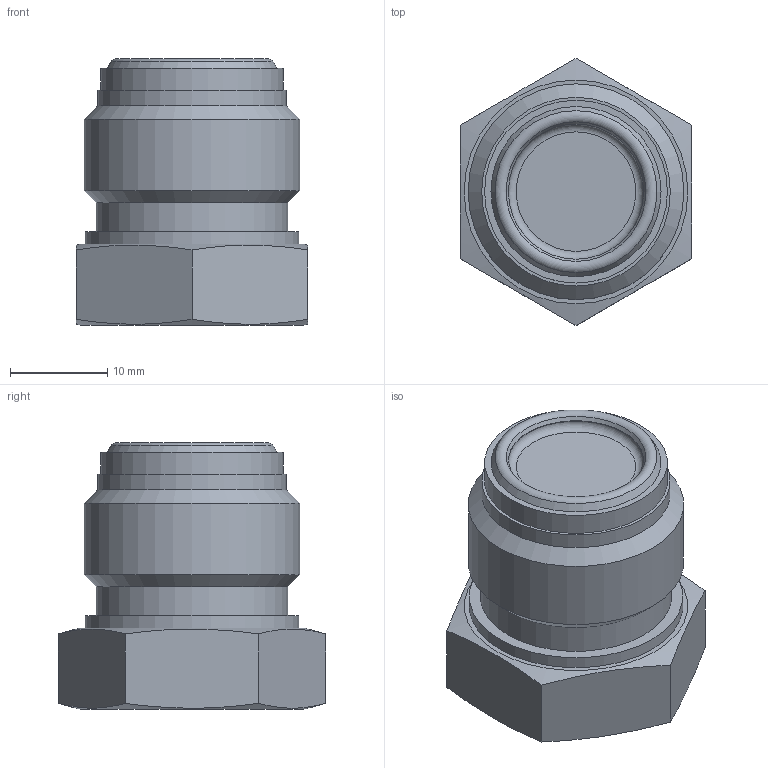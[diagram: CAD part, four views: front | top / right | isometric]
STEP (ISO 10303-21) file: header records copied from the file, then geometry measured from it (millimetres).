
FILE_DESCRIPTION(/* description */ (''),/* implementation_level */ '2;1');
FILE_NAME(/* name */ 'SM8PG.stp',/* time_stamp */ '2025-03-10T14:19:28+09:00',/* author */ ('user'),/* organization */ (''),/* preprocessor_version */ 'ST-DEVELOPER v20',/* originating_system */ 'Autodesk Inventor 2022',/* authorisation */ '');
FILE_SCHEMA (('AUTOMOTIVE_DESIGN { 1 0 10303 214 3 1 1 }'));
Length unit declared in the file: millimetre
Products named in the file (1): SM8PG
Bounding box: 23.8 x 27.48 x 27.4 mm (x, y, z)
Volume: 10280.2 mm3; surface area: 2938.4 mm2
Topology: 1 solids, 1 shells, 26 faces, 57 edges, 37 vertices
Faces by surface type: plane 12, cone 6, cylinder 6, torus 2
Full cylindrical faces by diameter (mm): 13.9 x1, 18.8 x1, 19.4 x1, 19.7 x1, 22 x1, 22.18 x1
Entity records: 755 total; most frequent: CARTESIAN_POINT 145, DIRECTION 126, ORIENTED_EDGE 114, EDGE_CURVE 57, AXIS2_PLACEMENT_3D 54, VERTEX_POINT 37, EDGE_LOOP 30, CIRCLE 27
